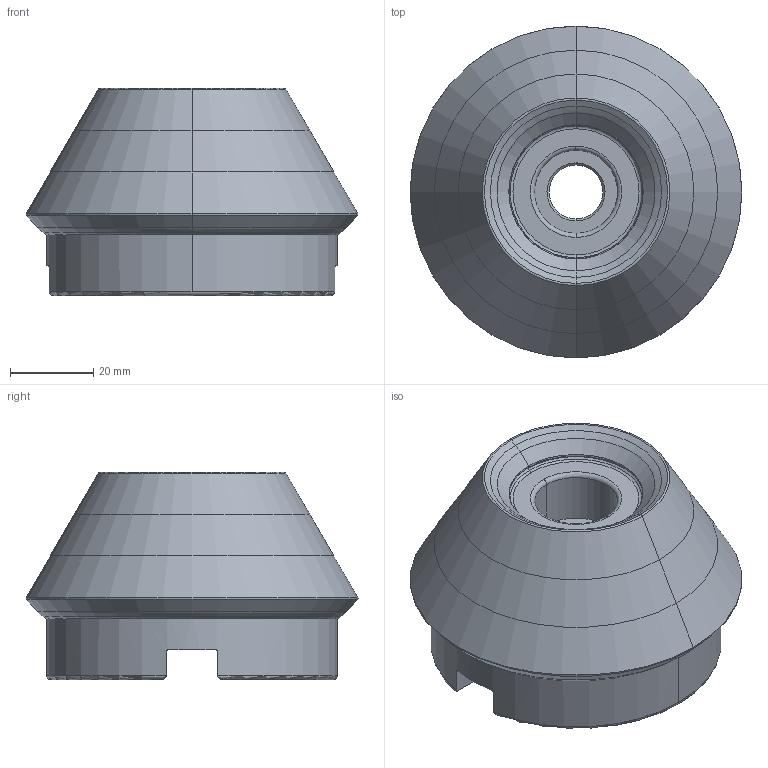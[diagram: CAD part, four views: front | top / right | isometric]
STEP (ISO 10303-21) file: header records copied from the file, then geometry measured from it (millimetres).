
FILE_DESCRIPTION((''),'2;1');
FILE_NAME('22M3R045050F2R00__ASM','2015-10-21T',('anklam_pc'),(''),'PRO/ENGINEER BY PARAMETRIC TECHNOLOGY CORPORATION, 2011490','PRO/ENGINEER BY PARAMETRIC TECHNOLOGY CORPORATION, 2011490','');
FILE_SCHEMA(('CONFIG_CONTROL_DESIGN'));
Length unit declared in the file: millimetre
Products named in the file (3): 22M3R045050F2R00_HSG; SCHNEIDE; 22M3R045050F2R00__ASM
Assembly tree (2 placements, depth 2):
  22M3R045050F2R00__ASM
    22M3R045050F2R00_HSG
    SCHNEIDE
Bounding box: 79.98 x 79.99 x 50 mm (x, y, z)
Volume: 136673.9 mm3; surface area: 29190.8 mm2
Topology: 1 solids, 2 shells, 94 faces, 212 edges, 122 vertices
Faces by surface type: revolution 26, torus 20, plane 16, cone 16, cylinder 16
Entity records: 4372 total; most frequent: CARTESIAN_POINT 2019, DIRECTION 448, ORIENTED_EDGE 420, EDGE_CURVE 212, AXIS2_PLACEMENT_3D 185, VERTEX_POINT 122, CIRCLE 112, EDGE_LOOP 98
